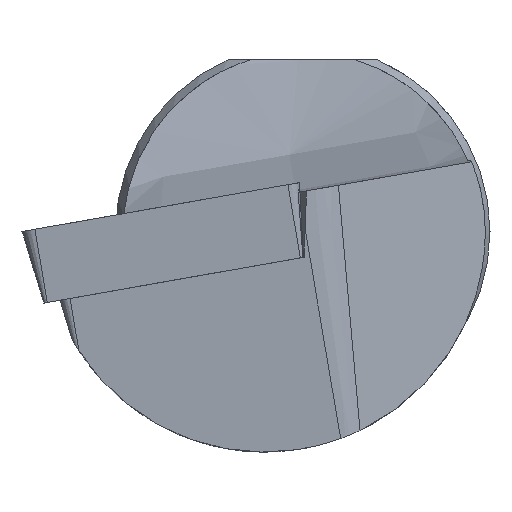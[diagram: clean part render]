
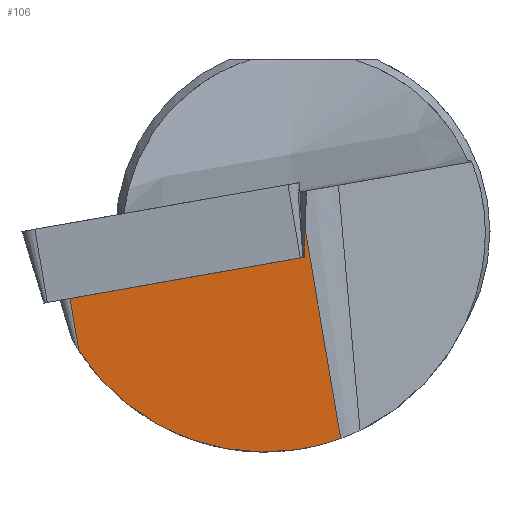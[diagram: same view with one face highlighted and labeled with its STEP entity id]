
A CAD part, left-side view. The second image highlights one B-rep face of the part: STEP entity #106.
In plain terms, the highlighted planar face has unit normal (-0.991, -0.071, -0.111).
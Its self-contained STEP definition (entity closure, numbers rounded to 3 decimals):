
#106=ADVANCED_FACE('',(#154),#138,.T.);
#138=PLANE('',#594);
#154=FACE_OUTER_BOUND('',#185,.T.);
#185=EDGE_LOOP('',(#225,#226,#227,#228,#229));
#218=ELLIPSE('',#593,7.138,7.075);
#225=ORIENTED_EDGE('',*,*,#438,.F.);
#226=ORIENTED_EDGE('',*,*,#439,.F.);
#227=ORIENTED_EDGE('',*,*,#440,.T.);
#228=ORIENTED_EDGE('',*,*,#441,.T.);
#229=ORIENTED_EDGE('',*,*,#442,.F.);
#385=VERTEX_POINT('',#799);
#386=VERTEX_POINT('',#800);
#387=VERTEX_POINT('',#802);
#388=VERTEX_POINT('',#804);
#389=VERTEX_POINT('',#806);
#438=EDGE_CURVE('',#385,#386,#518,.T.);
#439=EDGE_CURVE('',#387,#385,#519,.T.);
#440=EDGE_CURVE('',#387,#388,#520,.T.);
#441=EDGE_CURVE('',#388,#389,#218,.T.);
#442=EDGE_CURVE('',#386,#389,#521,.T.);
#518=LINE('',#798,#555);
#519=LINE('',#801,#556);
#520=LINE('',#803,#557);
#521=LINE('',#807,#558);
#555=VECTOR('',#650,1.);
#556=VECTOR('',#651,1.);
#557=VECTOR('',#652,1.);
#558=VECTOR('',#655,1.);
#593=AXIS2_PLACEMENT_3D('',#805,#653,#654);
#594=AXIS2_PLACEMENT_3D('',#808,#656,#657);
#650=DIRECTION('',(-0.108,-0.041,0.993));
#651=DIRECTION('',(0.052,-0.983,0.173));
#652=DIRECTION('',(0.122,-0.166,-0.979));
#653=DIRECTION('',(-0.991,-0.072,-0.111));
#654=DIRECTION('',(0.132,-0.537,-0.833));
#655=DIRECTION('',(0.122,-0.166,-0.979));
#656=DIRECTION('',(-0.991,-0.072,-0.111));
#657=DIRECTION('',(-0.111,0.,0.994));
#798=CARTESIAN_POINT('',(0.916,-0.004,-1.714));
#799=CARTESIAN_POINT('',(0.819,-0.04,-0.825));
#800=CARTESIAN_POINT('',(0.723,-0.076,0.057));
#801=CARTESIAN_POINT('',(0.01,15.394,-3.546));
#802=CARTESIAN_POINT('',(0.426,7.463,-2.148));
#803=CARTESIAN_POINT('',(0.134,7.861,0.198));
#804=CARTESIAN_POINT('',(0.634,7.178,-3.823));
#805=CARTESIAN_POINT('',(0.635,1.225,0.));
#806=CARTESIAN_POINT('',(1.556,-1.214,-6.641));
#807=CARTESIAN_POINT('',(0.537,0.178,1.553));
#808=CARTESIAN_POINT('',(-0.282,15.792,-1.2));
